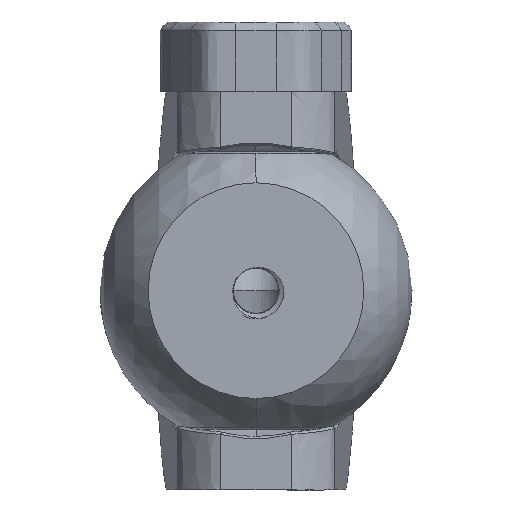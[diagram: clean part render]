
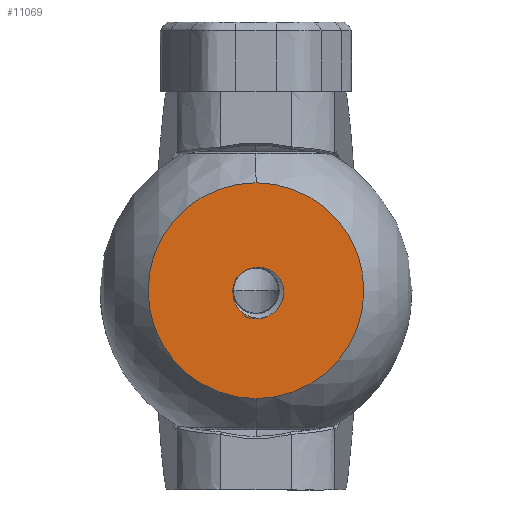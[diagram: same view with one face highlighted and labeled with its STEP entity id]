
A CAD part, front view. The second image highlights one B-rep face of the part: STEP entity #11069.
In plain terms, the highlighted planar face has unit normal (0, -1, 0).
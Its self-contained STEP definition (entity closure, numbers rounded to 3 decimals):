
#570 = B_SPLINE_CURVE_WITH_KNOTS ( 'NONE', 3,
 ( #2733, #9788, #11772, #12068, #18463, #14348, #872, #16587, #14059, #16298, #2833, #18559, #5091, #19336, #3422, #7720, #12267, #971 ),
 .UNSPECIFIED., .F., .F.,
 ( 4, 2, 2, 2, 2, 2, 2, 2, 4 ),
 ( 0., 0.001, 0.001, 0.002, 0.002, 0.003, 0.004, 0.004, 0.005 ),
 .UNSPECIFIED. ) ;
#872 = CARTESIAN_POINT ( 'NONE',  ( -0.868, -13., -2.953 ) ) ;
#971 = CARTESIAN_POINT ( 'NONE',  ( -2.642, -13., -0.395 ) ) ;
#1478 = VERTEX_POINT ( 'NONE', #11646 ) ;
#1557 = CARTESIAN_POINT ( 'NONE',  ( -0.084, -13., 2.66 ) ) ;
#2052 = CARTESIAN_POINT ( 'NONE',  ( 2.427, -13., 1.772 ) ) ;
#2733 = CARTESIAN_POINT ( 'NONE',  ( 0.744, -13., -3.164 ) ) ;
#2814 = EDGE_CURVE ( 'NONE', #25396, #27559, #6008, .T. ) ;
#2833 = CARTESIAN_POINT ( 'NONE',  ( -1.875, -13., -2.256 ) ) ;
#3157 = B_SPLINE_CURVE_WITH_KNOTS ( 'NONE', 3,
 ( #18471, #8016, #23972, #16983, #23774, #19149, #16889, #3720, #12477, #10480, #12374, #14937, #3524, #23874, #28245, #15036, #7918, #21616, #26062, #12773, #1557, #10387 ),
 .UNSPECIFIED., .F., .F.,
 ( 4, 2, 2, 2, 2, 2, 2, 2, 2, 2, 4 ),
 ( 0., 0., 0.001, 0.001, 0.002, 0.002, 0.003, 0.003, 0.004, 0.004, 0.005 ),
 .UNSPECIFIED. ) ;
#3422 = CARTESIAN_POINT ( 'NONE',  ( -2.511, -13., -1.207 ) ) ;
#3524 = CARTESIAN_POINT ( 'NONE',  ( -1.714, -13., 1.98 ) ) ;
#3720 = CARTESIAN_POINT ( 'NONE',  ( -2.463, -13., 0.907 ) ) ;
#3815 = EDGE_CURVE ( 'NONE', #6074, #27744, #3865, .T. ) ;
#3863 = CARTESIAN_POINT ( 'NONE',  ( 0., -13., 0. ) ) ;
#3865 = CIRCLE ( 'NONE', #17970, 12.45 ) ;
#4321 = CARTESIAN_POINT ( 'NONE',  ( 2.799, -13., 1.277 ) ) ;
#4787 = CARTESIAN_POINT ( 'NONE',  ( 0., -13., 0. ) ) ;
#5037 = DIRECTION ( 'NONE',  ( 0., 0., -1. ) ) ;
#5091 = CARTESIAN_POINT ( 'NONE',  ( -2.253, -13., -1.765 ) ) ;
#6008 = B_SPLINE_CURVE_WITH_KNOTS ( 'NONE', 3,
 ( #22592, #13282, #13657, #22214, #20139, #15903, #29245, #29055, #15717, #2052, #17784, #4321, #20042, #6566, #24593, #6657 ),
 .UNSPECIFIED., .F., .F.,
 ( 4, 2, 2, 2, 2, 2, 2, 4 ),
 ( 0., 0.001, 0.001, 0.002, 0.002, 0.003, 0.004, 0.005 ),
 .UNSPECIFIED. ) ;
#6074 = VERTEX_POINT ( 'NONE', #24571 ) ;
#6435 = ORIENTED_EDGE ( 'NONE', *, *, #2814, .T. ) ;
#6566 = CARTESIAN_POINT ( 'NONE',  ( 3.146, -13., 0.529 ) ) ;
#6657 = CARTESIAN_POINT ( 'NONE',  ( 3.237, -13., -0.291 ) ) ;
#7354 = VERTEX_POINT ( 'NONE', #24946 ) ;
#7720 = CARTESIAN_POINT ( 'NONE',  ( -2.611, -13., -0.806 ) ) ;
#7918 = CARTESIAN_POINT ( 'NONE',  ( -0.731, -13., 2.533 ) ) ;
#8016 = CARTESIAN_POINT ( 'NONE',  ( -2.643, -13., -0.301 ) ) ;
#8055 = PLANE ( 'NONE',  #23270 ) ;
#8538 = ORIENTED_EDGE ( 'NONE', *, *, #22462, .T. ) ;
#8822 = ORIENTED_EDGE ( 'NONE', *, *, #15827, .F. ) ;
#8874 = CARTESIAN_POINT ( 'NONE',  ( 0., -13., 0. ) ) ;
#9788 = CARTESIAN_POINT ( 'NONE',  ( 0.539, -13., -3.189 ) ) ;
#10168 = DIRECTION ( 'NONE',  ( 0., 0., 1. ) ) ;
#10387 = CARTESIAN_POINT ( 'NONE',  ( 0.011, -13., 2.671 ) ) ;
#10480 = CARTESIAN_POINT ( 'NONE',  ( -2.206, -13., 1.411 ) ) ;
#10848 = AXIS2_PLACEMENT_3D ( 'NONE', #4787, #14041, #22878 ) ;
#11069 = ADVANCED_FACE ( 'NONE', ( #19177, #12128 ), #8055, .F. ) ;
#11405 = EDGE_LOOP ( 'NONE', ( #13407, #20719 ) ) ;
#11646 = CARTESIAN_POINT ( 'NONE',  ( -2.642, -13., -0.395 ) ) ;
#11772 = CARTESIAN_POINT ( 'NONE',  ( 0.334, -13., -3.195 ) ) ;
#12068 = CARTESIAN_POINT ( 'NONE',  ( -0.074, -13., -3.168 ) ) ;
#12128 = FACE_OUTER_BOUND ( 'NONE', #11405, .T. ) ;
#12267 = CARTESIAN_POINT ( 'NONE',  ( -2.638, -13., -0.602 ) ) ;
#12374 = CARTESIAN_POINT ( 'NONE',  ( -2.097, -13., 1.567 ) ) ;
#12454 = ORIENTED_EDGE ( 'NONE', *, *, #25714, .T. ) ;
#12477 = CARTESIAN_POINT ( 'NONE',  ( -2.389, -13., 1.08 ) ) ;
#12773 = CARTESIAN_POINT ( 'NONE',  ( -0.178, -13., 2.65 ) ) ;
#12822 = CIRCLE ( 'NONE', #21029, 3.25 ) ;
#13282 = CARTESIAN_POINT ( 'NONE',  ( 0.217, -13., 2.696 ) ) ;
#13407 = ORIENTED_EDGE ( 'NONE', *, *, #3815, .F. ) ;
#13657 = CARTESIAN_POINT ( 'NONE',  ( 0.422, -13., 2.698 ) ) ;
#14041 = DIRECTION ( 'NONE',  ( 0., 1., 0. ) ) ;
#14059 = CARTESIAN_POINT ( 'NONE',  ( -1.409, -13., -2.655 ) ) ;
#14348 = CARTESIAN_POINT ( 'NONE',  ( -0.677, -13., -3.027 ) ) ;
#14937 = CARTESIAN_POINT ( 'NONE',  ( -1.851, -13., 1.851 ) ) ;
#15036 = CARTESIAN_POINT ( 'NONE',  ( -0.912, -13., 2.468 ) ) ;
#15273 = DIRECTION ( 'NONE',  ( 0., 1., 0. ) ) ;
#15717 = CARTESIAN_POINT ( 'NONE',  ( 2.128, -13., 2.054 ) ) ;
#15802 = CARTESIAN_POINT ( 'NONE',  ( 3.237, -13., -0.291 ) ) ;
#15827 = EDGE_CURVE ( 'NONE', #7354, #27559, #12822, .T. ) ;
#15903 = CARTESIAN_POINT ( 'NONE',  ( 1.424, -13., 2.481 ) ) ;
#16298 = CARTESIAN_POINT ( 'NONE',  ( -1.729, -13., -2.399 ) ) ;
#16534 = DIRECTION ( 'NONE',  ( 0., -1., 0. ) ) ;
#16587 = CARTESIAN_POINT ( 'NONE',  ( -1.233, -13., -2.768 ) ) ;
#16889 = CARTESIAN_POINT ( 'NONE',  ( -2.575, -13., 0.545 ) ) ;
#16983 = CARTESIAN_POINT ( 'NONE',  ( -2.646, -13., -0.016 ) ) ;
#17055 = DIRECTION ( 'NONE',  ( 0., 1., 0. ) ) ;
#17784 = CARTESIAN_POINT ( 'NONE',  ( 2.563, -13., 1.613 ) ) ;
#17970 = AXIS2_PLACEMENT_3D ( 'NONE', #21491, #17055, #10168 ) ;
#18463 = CARTESIAN_POINT ( 'NONE',  ( -0.279, -13., -3.135 ) ) ;
#18471 = CARTESIAN_POINT ( 'NONE',  ( -2.642, -13., -0.395 ) ) ;
#18559 = CARTESIAN_POINT ( 'NONE',  ( -2.139, -13., -1.938 ) ) ;
#18874 = CIRCLE ( 'NONE', #10848, 12.45 ) ;
#19149 = CARTESIAN_POINT ( 'NONE',  ( -2.612, -13., 0.359 ) ) ;
#19177 = FACE_BOUND ( 'NONE', #27163, .T. ) ;
#19336 = CARTESIAN_POINT ( 'NONE',  ( -2.438, -13., -1.401 ) ) ;
#20042 = CARTESIAN_POINT ( 'NONE',  ( 2.899, -13., 1.098 ) ) ;
#20139 = CARTESIAN_POINT ( 'NONE',  ( 1.035, -13., 2.612 ) ) ;
#20719 = ORIENTED_EDGE ( 'NONE', *, *, #27229, .F. ) ;
#21029 = AXIS2_PLACEMENT_3D ( 'NONE', #8874, #16534, #5037 ) ;
#21491 = CARTESIAN_POINT ( 'NONE',  ( 0., -13., 0. ) ) ;
#21616 = CARTESIAN_POINT ( 'NONE',  ( -0.457, -13., 2.602 ) ) ;
#22147 = CARTESIAN_POINT ( 'NONE',  ( 0.011, -13., 2.671 ) ) ;
#22214 = CARTESIAN_POINT ( 'NONE',  ( 0.83, -13., 2.656 ) ) ;
#22462 = EDGE_CURVE ( 'NONE', #1478, #25396, #3157, .T. ) ;
#22592 = CARTESIAN_POINT ( 'NONE',  ( 0.011, -13., 2.671 ) ) ;
#22878 = DIRECTION ( 'NONE',  ( 0., 0., 1. ) ) ;
#23270 = AXIS2_PLACEMENT_3D ( 'NONE', #3863, #15273, #24014 ) ;
#23774 = CARTESIAN_POINT ( 'NONE',  ( -2.641, -13., 0.078 ) ) ;
#23874 = CARTESIAN_POINT ( 'NONE',  ( -1.411, -13., 2.209 ) ) ;
#23972 = CARTESIAN_POINT ( 'NONE',  ( -2.648, -13., -0.206 ) ) ;
#24014 = DIRECTION ( 'NONE',  ( 0., 0., 1. ) ) ;
#24058 = CARTESIAN_POINT ( 'NONE',  ( 0., -13., 12.45 ) ) ;
#24571 = CARTESIAN_POINT ( 'NONE',  ( 0., -13., -12.45 ) ) ;
#24593 = CARTESIAN_POINT ( 'NONE',  ( 3.231, -13., 0.123 ) ) ;
#24946 = CARTESIAN_POINT ( 'NONE',  ( 0.744, -13., -3.164 ) ) ;
#25396 = VERTEX_POINT ( 'NONE', #22147 ) ;
#25714 = EDGE_CURVE ( 'NONE', #7354, #1478, #570, .T. ) ;
#26062 = CARTESIAN_POINT ( 'NONE',  ( -0.364, -13., 2.621 ) ) ;
#27163 = EDGE_LOOP ( 'NONE', ( #8822, #12454, #8538, #6435 ) ) ;
#27229 = EDGE_CURVE ( 'NONE', #27744, #6074, #18874, .T. ) ;
#27559 = VERTEX_POINT ( 'NONE', #15802 ) ;
#27744 = VERTEX_POINT ( 'NONE', #24058 ) ;
#28245 = CARTESIAN_POINT ( 'NONE',  ( -1.251, -13., 2.307 ) ) ;
#29055 = CARTESIAN_POINT ( 'NONE',  ( 1.966, -13., 2.18 ) ) ;
#29245 = CARTESIAN_POINT ( 'NONE',  ( 1.611, -13., 2.395 ) ) ;
